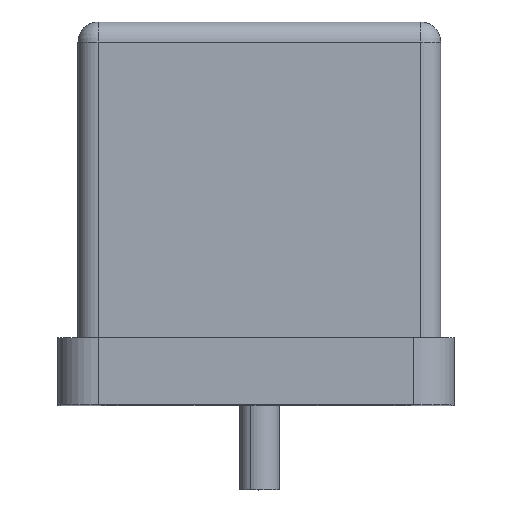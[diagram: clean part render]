
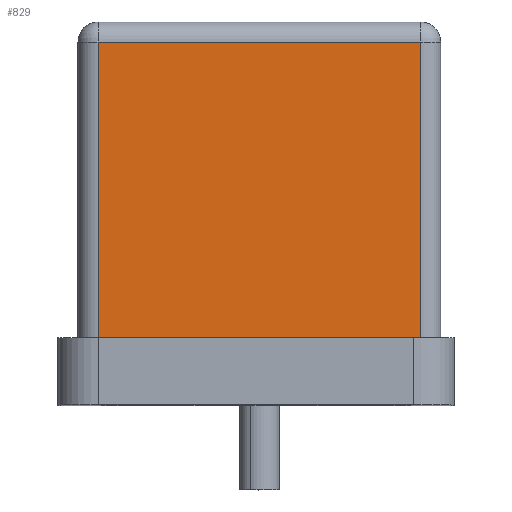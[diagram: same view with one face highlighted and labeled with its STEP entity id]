
A CAD part, top view. The second image highlights one B-rep face of the part: STEP entity #829.
In plain terms, the highlighted planar face has unit normal (0, 0, 1).
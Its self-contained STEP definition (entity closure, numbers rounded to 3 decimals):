
#829=ADVANCED_FACE('',(#2367),#1739,.F.);
#1739=PLANE('',#17810);
#2367=FACE_OUTER_BOUND('',#3262,.T.);
#3262=EDGE_LOOP('',(#5005,#5006,#5007,#5008));
#5005=ORIENTED_EDGE('',*,*,#11710,.T.);
#5006=ORIENTED_EDGE('',*,*,#11543,.T.);
#5007=ORIENTED_EDGE('',*,*,#11711,.T.);
#5008=ORIENTED_EDGE('',*,*,#11712,.T.);
#9864=VERTEX_POINT('',#23681);
#9877=VERTEX_POINT('',#23706);
#10028=VERTEX_POINT('',#24167);
#10029=VERTEX_POINT('',#24169);
#11543=EDGE_CURVE('',#9864,#9877,#14024,.T.);
#11710=EDGE_CURVE('',#10028,#9864,#14133,.T.);
#11711=EDGE_CURVE('',#9877,#10029,#14134,.T.);
#11712=EDGE_CURVE('',#10029,#10028,#14135,.T.);
#14024=LINE('',#23707,#15940);
#14133=LINE('',#24166,#16049);
#14134=LINE('',#24168,#16050);
#14135=LINE('',#24170,#16051);
#15940=VECTOR('',#19256,1.);
#16049=VECTOR('',#19429,1.);
#16050=VECTOR('',#19430,1.);
#16051=VECTOR('',#19431,1.);
#17810=AXIS2_PLACEMENT_3D('',#24171,#19432,#19433);
#19256=DIRECTION('',(1.,0.,0.));
#19429=DIRECTION('',(0.,-1.,0.));
#19430=DIRECTION('',(0.,1.,0.));
#19431=DIRECTION('',(-1.,0.,0.));
#19432=DIRECTION('',(0.,0.,-1.));
#19433=DIRECTION('',(0.,-1.,0.));
#23681=CARTESIAN_POINT('',(-20.649,-7.739,17.717));
#23706=CARTESIAN_POINT('',(3.351,-7.739,17.717));
#23707=CARTESIAN_POINT('',(-8.899,-7.739,17.717));
#24166=CARTESIAN_POINT('',(-20.649,15.761,17.717));
#24167=CARTESIAN_POINT('',(-20.649,14.261,17.717));
#24168=CARTESIAN_POINT('',(3.351,15.761,17.717));
#24169=CARTESIAN_POINT('',(3.351,14.261,17.717));
#24170=CARTESIAN_POINT('',(4.851,14.261,17.717));
#24171=CARTESIAN_POINT('',(4.851,15.761,17.717));
